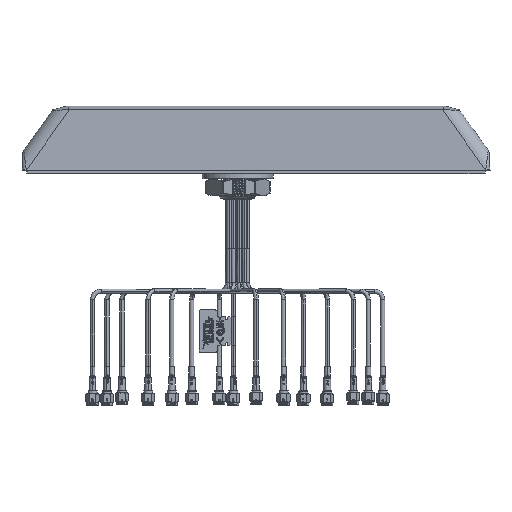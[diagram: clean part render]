
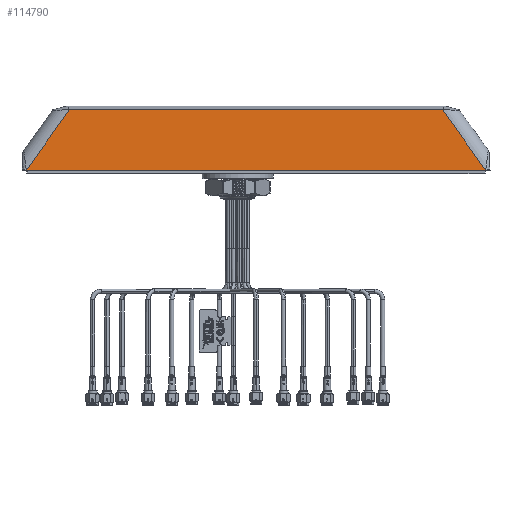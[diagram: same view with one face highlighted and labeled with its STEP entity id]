
A CAD part, top view. The second image highlights one B-rep face of the part: STEP entity #114790.
In plain terms, the highlighted planar face has unit normal (0, 0.052, 0.999).
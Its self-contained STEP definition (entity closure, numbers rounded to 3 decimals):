
#5068 = EDGE_CURVE ( 'NONE', #93745, #64432, #96642, .T. ) ;
#6125 = LINE ( 'NONE', #115930, #8756 ) ;
#6854 = DIRECTION ( 'NONE',  ( 0.584, 0.811, -0.042 ) ) ;
#7484 = LINE ( 'NONE', #120320, #35820 ) ;
#8756 = VECTOR ( 'NONE', #43325, 1000. ) ;
#9973 = CARTESIAN_POINT ( 'NONE',  ( 162.01, -0.106, 37.756 ) ) ;
#12814 = CARTESIAN_POINT ( 'NONE',  ( -165., -0.2, 37.76 ) ) ;
#13748 = CARTESIAN_POINT ( 'NONE',  ( -165., 42.282, 35.534 ) ) ;
#13888 = DIRECTION ( 'NONE',  ( -0.584, 0.811, -0.042 ) ) ;
#18366 = VERTEX_POINT ( 'NONE', #77065 ) ;
#20097 = ORIENTED_EDGE ( 'NONE', *, *, #70694, .F. ) ;
#23045 = ORIENTED_EDGE ( 'NONE', *, *, #104387, .F. ) ;
#33876 = ORIENTED_EDGE ( 'NONE', *, *, #36512, .T. ) ;
#35820 = VECTOR ( 'NONE', #6854, 1000. ) ;
#36512 = EDGE_CURVE ( 'NONE', #48731, #64432, #67524, .T. ) ;
#36773 = VERTEX_POINT ( 'NONE', #38772 ) ;
#38772 = CARTESIAN_POINT ( 'NONE',  ( 162.015, -0.2, 37.76 ) ) ;
#43325 = DIRECTION ( 'NONE',  ( 0.052, 0.997, -0.052 ) ) ;
#46685 = DIRECTION ( 'NONE',  ( 0., -0.052, -0.999 ) ) ;
#48731 = VERTEX_POINT ( 'NONE', #9973 ) ;
#54243 = VERTEX_POINT ( 'NONE', #76672 ) ;
#54501 = AXIS2_PLACEMENT_3D ( 'NONE', #55219, #46685, #83810 ) ;
#54619 = FACE_OUTER_BOUND ( 'NONE', #58298, .T. ) ;
#55219 = CARTESIAN_POINT ( 'NONE',  ( -165., 0., 37.75 ) ) ;
#55668 = EDGE_CURVE ( 'NONE', #36773, #48731, #118653, .T. ) ;
#58298 = EDGE_LOOP ( 'NONE', ( #33876, #103451, #23045, #20097, #106845, #69930 ) ) ;
#59463 = DIRECTION ( 'NONE',  ( 1., 0., 0. ) ) ;
#64432 = VERTEX_POINT ( 'NONE', #104822 ) ;
#67524 = LINE ( 'NONE', #86421, #72975 ) ;
#69930 = ORIENTED_EDGE ( 'NONE', *, *, #55668, .T. ) ;
#70694 = EDGE_CURVE ( 'NONE', #18366, #54243, #6125, .T. ) ;
#72975 = VECTOR ( 'NONE', #13888, 1000. ) ;
#76442 = PLANE ( 'NONE',  #54501 ) ;
#76672 = CARTESIAN_POINT ( 'NONE',  ( -162.01, -0.106, 37.756 ) ) ;
#77065 = CARTESIAN_POINT ( 'NONE',  ( -162.015, -0.2, 37.76 ) ) ;
#79780 = LINE ( 'NONE', #12814, #118188 ) ;
#83810 = DIRECTION ( 'NONE',  ( 0., 0.999, -0.052 ) ) ;
#84727 = EDGE_CURVE ( 'NONE', #18366, #36773, #79780, .T. ) ;
#86421 = CARTESIAN_POINT ( 'NONE',  ( 162.979, -1.451, 37.826 ) ) ;
#91351 = DIRECTION ( 'NONE',  ( 1., 0., 0. ) ) ;
#93745 = VERTEX_POINT ( 'NONE', #102240 ) ;
#94800 = VECTOR ( 'NONE', #119255, 1000. ) ;
#96642 = LINE ( 'NONE', #13748, #97801 ) ;
#97801 = VECTOR ( 'NONE', #59463, 1000. ) ;
#102240 = CARTESIAN_POINT ( 'NONE',  ( -131.49, 42.282, 35.534 ) ) ;
#103451 = ORIENTED_EDGE ( 'NONE', *, *, #5068, .F. ) ;
#104387 = EDGE_CURVE ( 'NONE', #54243, #93745, #7484, .T. ) ;
#104822 = CARTESIAN_POINT ( 'NONE',  ( 131.49, 42.282, 35.534 ) ) ;
#106845 = ORIENTED_EDGE ( 'NONE', *, *, #84727, .T. ) ;
#110654 = CARTESIAN_POINT ( 'NONE',  ( 162.012, -0.156, 37.758 ) ) ;
#114790 = ADVANCED_FACE ( 'NONE', ( #54619 ), #76442, .F. ) ;
#115930 = CARTESIAN_POINT ( 'NONE',  ( -162.012, -0.156, 37.758 ) ) ;
#118188 = VECTOR ( 'NONE', #91351, 1000. ) ;
#118653 = LINE ( 'NONE', #110654, #94800 ) ;
#119255 = DIRECTION ( 'NONE',  ( -0.052, 0.997, -0.052 ) ) ;
#120320 = CARTESIAN_POINT ( 'NONE',  ( -162.979, -1.451, 37.826 ) ) ;
